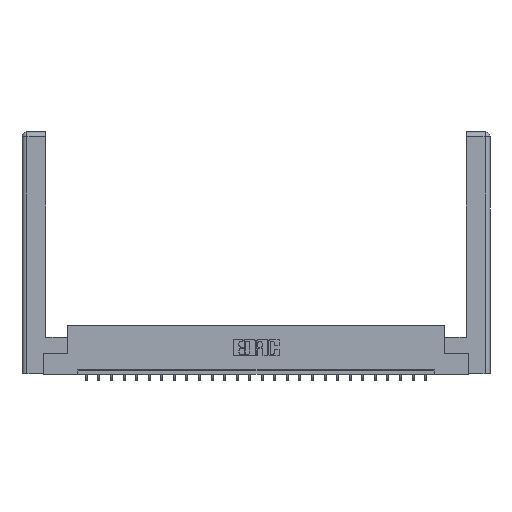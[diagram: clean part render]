
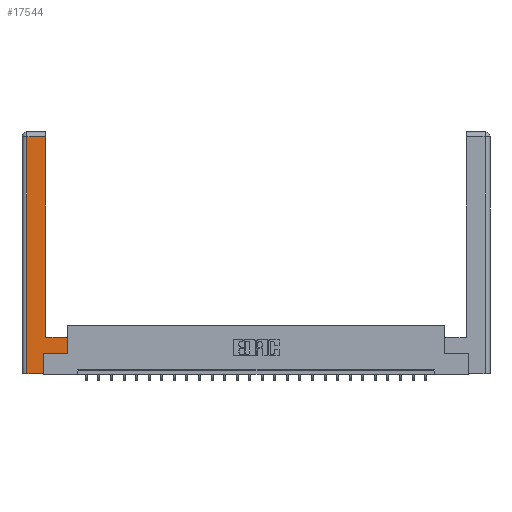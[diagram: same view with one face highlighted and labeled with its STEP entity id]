
A CAD part, top view. The second image highlights one B-rep face of the part: STEP entity #17544.
In plain terms, the highlighted planar face has unit normal (0, 0, 1).
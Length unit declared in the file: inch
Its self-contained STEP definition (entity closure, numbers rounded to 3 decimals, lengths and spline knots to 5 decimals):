
#694 = LINE ( 'NONE', #6812, #24250 ) ;
#912 = EDGE_CURVE ( 'NONE', #14660, #20371, #694, .T. ) ;
#1489 = VECTOR ( 'NONE', #6962, 39.37008 ) ;
#2669 = EDGE_CURVE ( 'NONE', #16462, #3159, #18937, .T. ) ;
#2881 = VECTOR ( 'NONE', #24823, 39.37008 ) ;
#2904 = CARTESIAN_POINT ( 'NONE',  ( 0.565, 0.45, 0. ) ) ;
#3159 = VERTEX_POINT ( 'NONE', #12958 ) ;
#3353 = CARTESIAN_POINT ( 'NONE',  ( 0.0615, 2.94, 0. ) ) ;
#3593 = DIRECTION ( 'NONE',  ( 0., 0., -1. ) ) ;
#4093 = AXIS2_PLACEMENT_3D ( 'NONE', #21483, #3593, #5544 ) ;
#4790 = LINE ( 'NONE', #19076, #10600 ) ;
#5109 = CARTESIAN_POINT ( 'NONE',  ( 0.0615, 0., 0. ) ) ;
#5544 = DIRECTION ( 'NONE',  ( -1., 0., 0. ) ) ;
#6074 = CARTESIAN_POINT ( 'NONE',  ( 0.265, 0., 0. ) ) ;
#6382 = ORIENTED_EDGE ( 'NONE', *, *, #16438, .T. ) ;
#6445 = ORIENTED_EDGE ( 'NONE', *, *, #912, .T. ) ;
#6812 = CARTESIAN_POINT ( 'NONE',  ( 0.0615, 2.94, 0. ) ) ;
#6962 = DIRECTION ( 'NONE',  ( -1., 0., 0. ) ) ;
#7785 = EDGE_CURVE ( 'NONE', #24396, #16076, #4790, .T. ) ;
#7939 = CARTESIAN_POINT ( 'NONE',  ( 0.295, 2.94, 0. ) ) ;
#8129 = LINE ( 'NONE', #16955, #17311 ) ;
#8385 = LINE ( 'NONE', #22598, #2881 ) ;
#9251 = DIRECTION ( 'NONE',  ( 0., 1., 0. ) ) ;
#9431 = EDGE_CURVE ( 'NONE', #20371, #15091, #8385, .T. ) ;
#9932 = ORIENTED_EDGE ( 'NONE', *, *, #12503, .T. ) ;
#10406 = CARTESIAN_POINT ( 'NONE',  ( 0.565, 0.245, 0. ) ) ;
#10577 = CARTESIAN_POINT ( 'NONE',  ( 0.265, 0., 0. ) ) ;
#10600 = VECTOR ( 'NONE', #25339, 39.37008 ) ;
#11391 = ORIENTED_EDGE ( 'NONE', *, *, #17441, .T. ) ;
#11640 = PLANE ( 'NONE',  #4093 ) ;
#11870 = LINE ( 'NONE', #10406, #19829 ) ;
#12503 = EDGE_CURVE ( 'NONE', #15091, #24396, #15421, .T. ) ;
#12730 = ORIENTED_EDGE ( 'NONE', *, *, #9431, .T. ) ;
#12958 = CARTESIAN_POINT ( 'NONE',  ( 0.295, 0.45, 0. ) ) ;
#13298 = DIRECTION ( 'NONE',  ( 0., 1., 0. ) ) ;
#13720 = EDGE_LOOP ( 'NONE', ( #11391, #6445, #12730, #9932, #18341, #6382, #17122, #25228 ) ) ;
#14660 = VERTEX_POINT ( 'NONE', #7939 ) ;
#15091 = VERTEX_POINT ( 'NONE', #5109 ) ;
#15421 = LINE ( 'NONE', #6074, #20615 ) ;
#16076 = VERTEX_POINT ( 'NONE', #16948 ) ;
#16438 = EDGE_CURVE ( 'NONE', #16076, #18363, #11870, .T. ) ;
#16462 = VERTEX_POINT ( 'NONE', #2904 ) ;
#16590 = DIRECTION ( 'NONE',  ( 1., 0., 0. ) ) ;
#16948 = CARTESIAN_POINT ( 'NONE',  ( 0.265, 0.245, 0. ) ) ;
#16955 = CARTESIAN_POINT ( 'NONE',  ( 0.295, 3., 0. ) ) ;
#17122 = ORIENTED_EDGE ( 'NONE', *, *, #17162, .T. ) ;
#17162 = EDGE_CURVE ( 'NONE', #18363, #16462, #23469, .T. ) ;
#17311 = VECTOR ( 'NONE', #9251, 39.37008 ) ;
#17441 = EDGE_CURVE ( 'NONE', #3159, #14660, #8129, .T. ) ;
#17544 = ADVANCED_FACE ( 'NONE', ( #23149 ), #11640, .F. ) ;
#18341 = ORIENTED_EDGE ( 'NONE', *, *, #7785, .T. ) ;
#18363 = VERTEX_POINT ( 'NONE', #24383 ) ;
#18937 = LINE ( 'NONE', #22575, #1489 ) ;
#19076 = CARTESIAN_POINT ( 'NONE',  ( 0.265, 0.245, 0. ) ) ;
#19829 = VECTOR ( 'NONE', #16590, 39.37008 ) ;
#20371 = VERTEX_POINT ( 'NONE', #3353 ) ;
#20615 = VECTOR ( 'NONE', #23748, 39.37008 ) ;
#21010 = VECTOR ( 'NONE', #13298, 39.37008 ) ;
#21483 = CARTESIAN_POINT ( 'NONE',  ( 0., 0., 0. ) ) ;
#22575 = CARTESIAN_POINT ( 'NONE',  ( 0.295, 0.45, 0. ) ) ;
#22598 = CARTESIAN_POINT ( 'NONE',  ( 0.0615, 0., 0. ) ) ;
#23149 = FACE_OUTER_BOUND ( 'NONE', #13720, .T. ) ;
#23469 = LINE ( 'NONE', #25055, #21010 ) ;
#23748 = DIRECTION ( 'NONE',  ( 1., 0., 0. ) ) ;
#24250 = VECTOR ( 'NONE', #24956, 39.37008 ) ;
#24383 = CARTESIAN_POINT ( 'NONE',  ( 0.565, 0.245, 0. ) ) ;
#24396 = VERTEX_POINT ( 'NONE', #10577 ) ;
#24823 = DIRECTION ( 'NONE',  ( 0., -1., 0. ) ) ;
#24956 = DIRECTION ( 'NONE',  ( -1., 0., 0. ) ) ;
#25055 = CARTESIAN_POINT ( 'NONE',  ( 0.565, 0.45, 0. ) ) ;
#25228 = ORIENTED_EDGE ( 'NONE', *, *, #2669, .T. ) ;
#25339 = DIRECTION ( 'NONE',  ( 0., 1., 0. ) ) ;
